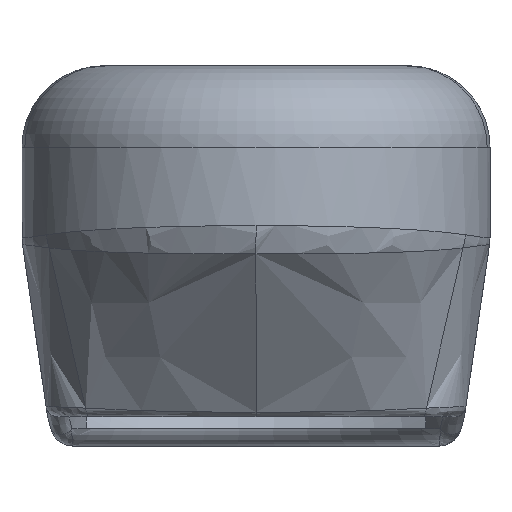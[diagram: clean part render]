
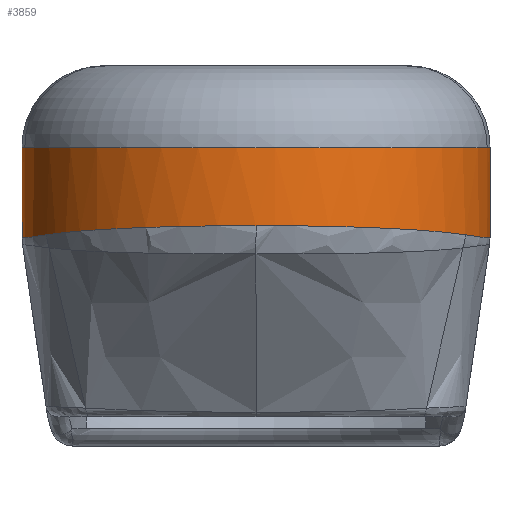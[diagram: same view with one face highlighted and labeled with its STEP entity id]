
A CAD part, front view. The second image highlights one B-rep face of the part: STEP entity #3859.
In plain terms, the highlighted cylindrical face has radius 20 mm (diameter 40 mm), a partial arc.
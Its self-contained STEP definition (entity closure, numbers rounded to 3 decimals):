
#31=ELLIPSE('',#4131,111.506,20.);
#33=ELLIPSE('',#4135,111.506,20.);
#474=FACE_OUTER_BOUND('',#736,.T.);
#736=EDGE_LOOP('',(#3534,#3535,#3536,#3537,#3538,#3539,#3540,#3541,#3542,
#3543,#3544));
#850=CIRCLE('',#4088,20.);
#853=CIRCLE('',#4092,20.);
#858=CIRCLE('',#4104,20.);
#1013=LINE('',#7697,#1167);
#1014=LINE('',#7700,#1168);
#1167=VECTOR('',#4672,10.);
#1168=VECTOR('',#4675,10.);
#1394=B_SPLINE_CURVE_WITH_KNOTS('',3,(#8710,#8711,#8712,#8713),
 .UNSPECIFIED.,.F.,.F.,(4,4),(0.,0.74),.UNSPECIFIED.);
#1396=B_SPLINE_CURVE_WITH_KNOTS('',3,(#8742,#8743,#8744,#8745,#8746),
 .UNSPECIFIED.,.F.,.F.,(4,1,4),(0.,0.76,
1.774),.UNSPECIFIED.);
#1398=B_SPLINE_CURVE_WITH_KNOTS('',3,(#8780,#8781,#8782,#8783,#8784,#8785),
 .UNSPECIFIED.,.F.,.F.,(4,1,1,4),(0.,0.76,1.267,1.774),
 .UNSPECIFIED.);
#1400=B_SPLINE_CURVE_WITH_KNOTS('',3,(#8809,#8810,#8811,#8812),
 .UNSPECIFIED.,.F.,.F.,(4,4),(0.,0.74),
 .UNSPECIFIED.);
#1618=VERTEX_POINT('',#7537);
#1641=VERTEX_POINT('',#7641);
#1654=VERTEX_POINT('',#7695);
#1655=VERTEX_POINT('',#7699);
#1703=VERTEX_POINT('',#7980);
#1706=VERTEX_POINT('',#8003);
#1740=VERTEX_POINT('',#8700);
#1743=VERTEX_POINT('',#8708);
#1744=VERTEX_POINT('',#8734);
#1746=VERTEX_POINT('',#8771);
#1748=VERTEX_POINT('',#8802);
#2101=EDGE_CURVE('',#1618,#1654,#1013,.T.);
#2102=EDGE_CURVE('',#1641,#1655,#1014,.T.);
#2170=EDGE_CURVE('',#1703,#1641,#850,.T.);
#2177=EDGE_CURVE('',#1706,#1703,#853,.T.);
#2209=EDGE_CURVE('',#1618,#1706,#858,.T.);
#2249=EDGE_CURVE('',#1743,#1740,#1394,.T.);
#2252=EDGE_CURVE('',#1740,#1744,#1396,.T.);
#2255=EDGE_CURVE('',#1744,#1746,#1398,.T.);
#2258=EDGE_CURVE('',#1746,#1748,#1400,.T.);
#2260=EDGE_CURVE('',#1655,#1743,#31,.T.);
#2264=EDGE_CURVE('',#1748,#1654,#33,.T.);
#3534=ORIENTED_EDGE('',*,*,#2260,.F.);
#3535=ORIENTED_EDGE('',*,*,#2102,.F.);
#3536=ORIENTED_EDGE('',*,*,#2170,.F.);
#3537=ORIENTED_EDGE('',*,*,#2177,.F.);
#3538=ORIENTED_EDGE('',*,*,#2209,.F.);
#3539=ORIENTED_EDGE('',*,*,#2101,.T.);
#3540=ORIENTED_EDGE('',*,*,#2264,.F.);
#3541=ORIENTED_EDGE('',*,*,#2258,.F.);
#3542=ORIENTED_EDGE('',*,*,#2255,.F.);
#3543=ORIENTED_EDGE('',*,*,#2252,.F.);
#3544=ORIENTED_EDGE('',*,*,#2249,.F.);
#3629=CYLINDRICAL_SURFACE('',#4219,20.);
#3859=ADVANCED_FACE('',(#474),#3629,.T.);
#4088=AXIS2_PLACEMENT_3D('',#7982,#4745,#4746);
#4092=AXIS2_PLACEMENT_3D('',#8005,#4753,#4754);
#4104=AXIS2_PLACEMENT_3D('',#8278,#4785,#4786);
#4131=AXIS2_PLACEMENT_3D('',#8830,#4844,#4845);
#4135=AXIS2_PLACEMENT_3D('',#8852,#4853,#4854);
#4219=AXIS2_PLACEMENT_3D('',#10957,#5039,#5040);
#4672=DIRECTION('',(0.,0.,-1.));
#4675=DIRECTION('',(0.,0.,-1.));
#4745=DIRECTION('center_axis',(0.,0.,1.));
#4746=DIRECTION('ref_axis',(1.,0.,0.));
#4753=DIRECTION('center_axis',(0.,0.,1.));
#4754=DIRECTION('ref_axis',(0.,-1.,0.));
#4785=DIRECTION('center_axis',(0.,0.,1.));
#4786=DIRECTION('ref_axis',(-1.,0.,0.));
#4844=DIRECTION('center_axis',(0.984,0.,
-0.179));
#4845=DIRECTION('ref_axis',(0.179,0.,0.984));
#4853=DIRECTION('center_axis',(-0.984,0.,
-0.179));
#4854=DIRECTION('ref_axis',(-0.179,0.,0.984));
#5039=DIRECTION('center_axis',(0.,0.,-1.));
#5040=DIRECTION('ref_axis',(-1.,0.,0.));
#7537=CARTESIAN_POINT('',(-20.,-10.,-7.));
#7641=CARTESIAN_POINT('',(20.,-10.,-7.));
#7695=CARTESIAN_POINT('',(-20.,-10.,-14.71));
#7697=CARTESIAN_POINT('',(-20.,-10.,0.));
#7699=CARTESIAN_POINT('',(20.,-10.,-14.71));
#7700=CARTESIAN_POINT('',(20.,-10.,0.));
#7980=CARTESIAN_POINT('',(19.762,-13.077,-7.));
#7982=CARTESIAN_POINT('Origin',(0.,-10.,-7.));
#8003=CARTESIAN_POINT('',(-19.762,-13.077,-7.));
#8005=CARTESIAN_POINT('Origin',(0.,-10.,-7.));
#8278=CARTESIAN_POINT('Origin',(0.,-10.,-7.));
#8700=CARTESIAN_POINT('',(17.889,-18.944,-14.436));
#8708=CARTESIAN_POINT('',(20.,-10.036,-14.71));
#8710=CARTESIAN_POINT('Ctrl Pts',(20.,-10.036,-14.71));
#8711=CARTESIAN_POINT('Ctrl Pts',(19.994,-13.118,-14.74));
#8712=CARTESIAN_POINT('Ctrl Pts',(19.262,-16.197,-14.638));
#8713=CARTESIAN_POINT('Ctrl Pts',(17.889,-18.944,-14.436));
#8734=CARTESIAN_POINT('',(0.,-30.,-13.65));
#8742=CARTESIAN_POINT('Ctrl Pts',(17.889,-18.944,-14.436));
#8743=CARTESIAN_POINT('Ctrl Pts',(16.477,-21.768,-14.228));
#8744=CARTESIAN_POINT('Ctrl Pts',(11.594,-27.576,-13.797));
#8745=CARTESIAN_POINT('Ctrl Pts',(4.223,-30.,-13.65));
#8746=CARTESIAN_POINT('Ctrl Pts',(0.,-30.,-13.65));
#8771=CARTESIAN_POINT('',(-17.889,-18.944,-14.436));
#8780=CARTESIAN_POINT('Ctrl Pts',(0.,-30.,-13.65));
#8781=CARTESIAN_POINT('Ctrl Pts',(-3.167,-30.,-13.65));
#8782=CARTESIAN_POINT('Ctrl Pts',(-8.442,-28.72,-13.729));
#8783=CARTESIAN_POINT('Ctrl Pts',(-14.465,-24.291,-14.037));
#8784=CARTESIAN_POINT('Ctrl Pts',(-16.947,-20.827,-14.297));
#8785=CARTESIAN_POINT('Ctrl Pts',(-17.889,-18.944,-14.436));
#8802=CARTESIAN_POINT('',(-20.,-10.036,-14.71));
#8809=CARTESIAN_POINT('Ctrl Pts',(-17.889,-18.944,-14.436));
#8810=CARTESIAN_POINT('Ctrl Pts',(-19.262,-16.197,-14.638));
#8811=CARTESIAN_POINT('Ctrl Pts',(-19.994,-13.118,-14.74));
#8812=CARTESIAN_POINT('Ctrl Pts',(-20.,-10.036,-14.71));
#8830=CARTESIAN_POINT('Origin',(0.,-10.,-124.407));
#8852=CARTESIAN_POINT('Origin',(0.,-10.,-124.407));
#10957=CARTESIAN_POINT('Origin',(0.,-10.,0.));
